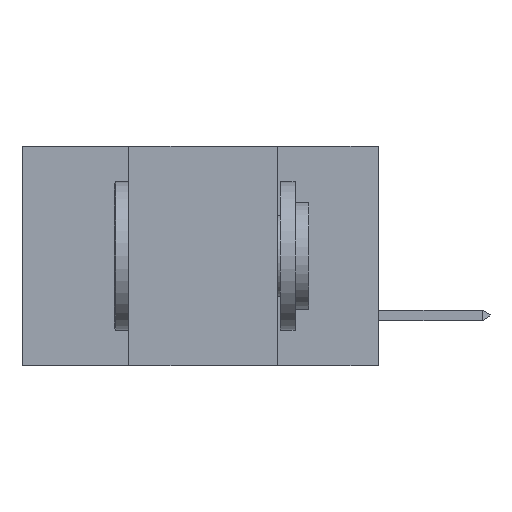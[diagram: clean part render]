
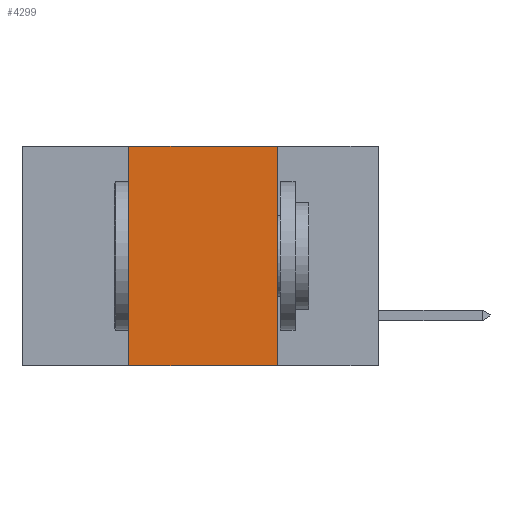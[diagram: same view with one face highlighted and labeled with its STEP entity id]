
A CAD part, left-side view. The second image highlights one B-rep face of the part: STEP entity #4299.
In plain terms, the highlighted planar face has unit normal (-1, 0, 0).
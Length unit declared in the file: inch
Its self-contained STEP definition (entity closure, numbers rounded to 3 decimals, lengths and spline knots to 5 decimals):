
#173 = DIRECTION ( 'NONE',  ( 0., -1., 0. ) ) ;
#337 = FACE_OUTER_BOUND ( 'NONE', #1985, .T. ) ;
#576 = LINE ( 'NONE', #1535, #16353 ) ;
#982 = CARTESIAN_POINT ( 'NONE',  ( 0., 0.42, 0. ) ) ;
#996 = CARTESIAN_POINT ( 'NONE',  ( 0., 0.17, 0. ) ) ;
#1277 = LINE ( 'NONE', #19492, #19579 ) ;
#1387 = ORIENTED_EDGE ( 'NONE', *, *, #17628, .F. ) ;
#1391 = VECTOR ( 'NONE', #13729, 39.37008 ) ;
#1457 = VERTEX_POINT ( 'NONE', #982 ) ;
#1535 = CARTESIAN_POINT ( 'NONE',  ( 0., 0.6, -0.37 ) ) ;
#1780 = DIRECTION ( 'NONE',  ( 0., 0., -1. ) ) ;
#1985 = EDGE_LOOP ( 'NONE', ( #1387, #11569, #17674, #3702 ) ) ;
#2724 = DIRECTION ( 'NONE',  ( 0., 0., -1. ) ) ;
#2753 = VECTOR ( 'NONE', #1780, 39.37008 ) ;
#3702 = ORIENTED_EDGE ( 'NONE', *, *, #19288, .T. ) ;
#3857 = AXIS2_PLACEMENT_3D ( 'NONE', #12179, #8599, #2724 ) ;
#4299 = ADVANCED_FACE ( 'NONE', ( #337 ), #15479, .F. ) ;
#6246 = CARTESIAN_POINT ( 'NONE',  ( 0., 0.17, -0.37 ) ) ;
#6770 = VERTEX_POINT ( 'NONE', #20069 ) ;
#6889 = DIRECTION ( 'NONE',  ( 0., 0., 1. ) ) ;
#7493 = CARTESIAN_POINT ( 'NONE',  ( 0., 0.6, 0. ) ) ;
#7693 = EDGE_CURVE ( 'NONE', #1457, #15446, #15700, .T. ) ;
#8599 = DIRECTION ( 'NONE',  ( 1., 0., 0. ) ) ;
#11569 = ORIENTED_EDGE ( 'NONE', *, *, #7693, .F. ) ;
#12179 = CARTESIAN_POINT ( 'NONE',  ( 0., 0.6, 0. ) ) ;
#12765 = CARTESIAN_POINT ( 'NONE',  ( 0., 0.17, 0. ) ) ;
#13729 = DIRECTION ( 'NONE',  ( 0., -1., 0. ) ) ;
#15446 = VERTEX_POINT ( 'NONE', #996 ) ;
#15479 = PLANE ( 'NONE',  #3857 ) ;
#15700 = LINE ( 'NONE', #7493, #1391 ) ;
#16353 = VECTOR ( 'NONE', #173, 39.37008 ) ;
#16588 = LINE ( 'NONE', #12765, #2753 ) ;
#17628 = EDGE_CURVE ( 'NONE', #15446, #18395, #16588, .T. ) ;
#17674 = ORIENTED_EDGE ( 'NONE', *, *, #17997, .F. ) ;
#17997 = EDGE_CURVE ( 'NONE', #6770, #1457, #1277, .T. ) ;
#18395 = VERTEX_POINT ( 'NONE', #6246 ) ;
#19288 = EDGE_CURVE ( 'NONE', #6770, #18395, #576, .T. ) ;
#19492 = CARTESIAN_POINT ( 'NONE',  ( 0., 0.42, 0. ) ) ;
#19579 = VECTOR ( 'NONE', #6889, 39.37008 ) ;
#20069 = CARTESIAN_POINT ( 'NONE',  ( 0., 0.42, -0.37 ) ) ;
